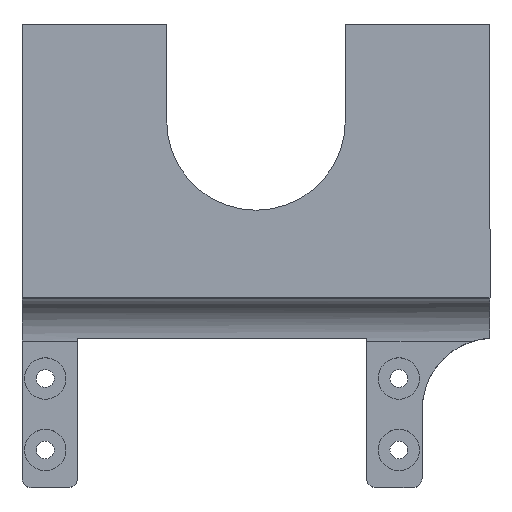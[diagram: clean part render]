
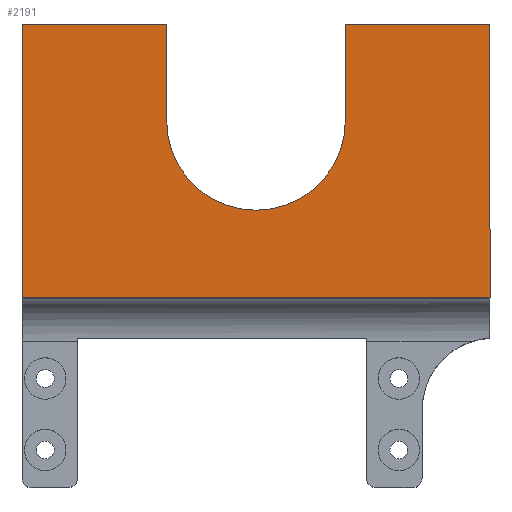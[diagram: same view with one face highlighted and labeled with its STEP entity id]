
A CAD part, top view. The second image highlights one B-rep face of the part: STEP entity #2191.
In plain terms, the highlighted planar face has unit normal (0, 0, 1).
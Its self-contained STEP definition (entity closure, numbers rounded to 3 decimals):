
#39 = ORIENTED_EDGE ( 'NONE', *, *, #2273, .T. ) ;
#58 = VERTEX_POINT ( 'NONE', #1073 ) ;
#90 = ORIENTED_EDGE ( 'NONE', *, *, #2016, .F. ) ;
#101 = ORIENTED_EDGE ( 'NONE', *, *, #966, .F. ) ;
#118 = VECTOR ( 'NONE', #1248, 1000. ) ;
#155 = CARTESIAN_POINT ( 'NONE',  ( 75.075, 56.278, 43.915 ) ) ;
#191 = CARTESIAN_POINT ( 'NONE',  ( -0.75, 54.49, 43.915 ) ) ;
#204 = AXIS2_PLACEMENT_3D ( 'NONE', #772, #2195, #1440 ) ;
#256 = DIRECTION ( 'NONE',  ( 0., -1., 0. ) ) ;
#275 = EDGE_CURVE ( 'NONE', #1444, #449, #299, .T. ) ;
#290 = CARTESIAN_POINT ( 'NONE',  ( 24.25, 40.99, 43.915 ) ) ;
#299 = LINE ( 'NONE', #907, #118 ) ;
#302 = CARTESIAN_POINT ( 'NONE',  ( -21., 16.24, 43.915 ) ) ;
#341 = EDGE_CURVE ( 'NONE', #1038, #363, #993, .T. ) ;
#362 = CARTESIAN_POINT ( 'NONE',  ( 67.9, 16.24, 43.915 ) ) ;
#363 = VERTEX_POINT ( 'NONE', #1416 ) ;
#370 = LINE ( 'NONE', #1785, #2096 ) ;
#384 = ORIENTED_EDGE ( 'NONE', *, *, #341, .F. ) ;
#397 = ORIENTED_EDGE ( 'NONE', *, *, #1209, .T. ) ;
#429 = VERTEX_POINT ( 'NONE', #1822 ) ;
#449 = VERTEX_POINT ( 'NONE', #1499 ) ;
#454 = VECTOR ( 'NONE', #1855, 1000. ) ;
#471 = LINE ( 'NONE', #1720, #2133 ) ;
#568 = DIRECTION ( 'NONE',  ( 0., -1., 0. ) ) ;
#650 = ORIENTED_EDGE ( 'NONE', *, *, #1395, .F. ) ;
#655 = EDGE_CURVE ( 'NONE', #922, #429, #1283, .T. ) ;
#689 = DIRECTION ( 'NONE',  ( 0., 0., -1. ) ) ;
#703 = ORIENTED_EDGE ( 'NONE', *, *, #655, .F. ) ;
#737 = VERTEX_POINT ( 'NONE', #302 ) ;
#772 = CARTESIAN_POINT ( 'NONE',  ( 11.75, 40.99, 43.915 ) ) ;
#859 = DIRECTION ( 'NONE',  ( 0., 1., 0. ) ) ;
#891 = DIRECTION ( 'NONE',  ( 1., 0., 0. ) ) ;
#898 = CIRCLE ( 'NONE', #204, 12.5 ) ;
#907 = CARTESIAN_POINT ( 'NONE',  ( 44.5, 0., 43.915 ) ) ;
#922 = VERTEX_POINT ( 'NONE', #1570 ) ;
#966 = EDGE_CURVE ( 'NONE', #58, #1038, #898, .T. ) ;
#993 = LINE ( 'NONE', #1529, #454 ) ;
#1038 = VERTEX_POINT ( 'NONE', #290 ) ;
#1073 = CARTESIAN_POINT ( 'NONE',  ( -0.75, 40.99, 43.915 ) ) ;
#1180 = FACE_OUTER_BOUND ( 'NONE', #1701, .T. ) ;
#1209 = EDGE_CURVE ( 'NONE', #737, #1444, #1645, .T. ) ;
#1248 = DIRECTION ( 'NONE',  ( 0., 1., 0. ) ) ;
#1278 = VECTOR ( 'NONE', #1608, 1000. ) ;
#1283 = LINE ( 'NONE', #191, #1861 ) ;
#1395 = EDGE_CURVE ( 'NONE', #363, #449, #471, .T. ) ;
#1416 = CARTESIAN_POINT ( 'NONE',  ( 24.25, 54.49, 43.915 ) ) ;
#1440 = DIRECTION ( 'NONE',  ( 0., 1., 0. ) ) ;
#1444 = VERTEX_POINT ( 'NONE', #1729 ) ;
#1499 = CARTESIAN_POINT ( 'NONE',  ( 44.5, 54.49, 43.915 ) ) ;
#1510 = AXIS2_PLACEMENT_3D ( 'NONE', #155, #689, #859 ) ;
#1529 = CARTESIAN_POINT ( 'NONE',  ( 24.25, 54.49, 43.915 ) ) ;
#1570 = CARTESIAN_POINT ( 'NONE',  ( -21., 54.49, 43.915 ) ) ;
#1608 = DIRECTION ( 'NONE',  ( 1., 0., 0. ) ) ;
#1645 = LINE ( 'NONE', #362, #1278 ) ;
#1700 = PLANE ( 'NONE',  #1510 ) ;
#1701 = EDGE_LOOP ( 'NONE', ( #397, #1880, #650, #384, #101, #90, #703, #39 ) ) ;
#1720 = CARTESIAN_POINT ( 'NONE',  ( 44.5, 54.49, 43.915 ) ) ;
#1729 = CARTESIAN_POINT ( 'NONE',  ( 44.5, 16.24, 43.915 ) ) ;
#1785 = CARTESIAN_POINT ( 'NONE',  ( -21., 56.278, 43.915 ) ) ;
#1822 = CARTESIAN_POINT ( 'NONE',  ( -0.75, 54.49, 43.915 ) ) ;
#1855 = DIRECTION ( 'NONE',  ( 0., 1., 0. ) ) ;
#1861 = VECTOR ( 'NONE', #891, 1000. ) ;
#1880 = ORIENTED_EDGE ( 'NONE', *, *, #275, .T. ) ;
#1984 = VECTOR ( 'NONE', #256, 1000. ) ;
#2016 = EDGE_CURVE ( 'NONE', #429, #58, #2030, .T. ) ;
#2030 = LINE ( 'NONE', #2160, #1984 ) ;
#2096 = VECTOR ( 'NONE', #568, 1000. ) ;
#2133 = VECTOR ( 'NONE', #2256, 1000. ) ;
#2160 = CARTESIAN_POINT ( 'NONE',  ( -0.75, 40.99, 43.915 ) ) ;
#2191 = ADVANCED_FACE ( 'NONE', ( #1180 ), #1700, .F. ) ;
#2195 = DIRECTION ( 'NONE',  ( 0., 0., 1. ) ) ;
#2256 = DIRECTION ( 'NONE',  ( 1., 0., 0. ) ) ;
#2273 = EDGE_CURVE ( 'NONE', #922, #737, #370, .T. ) ;
